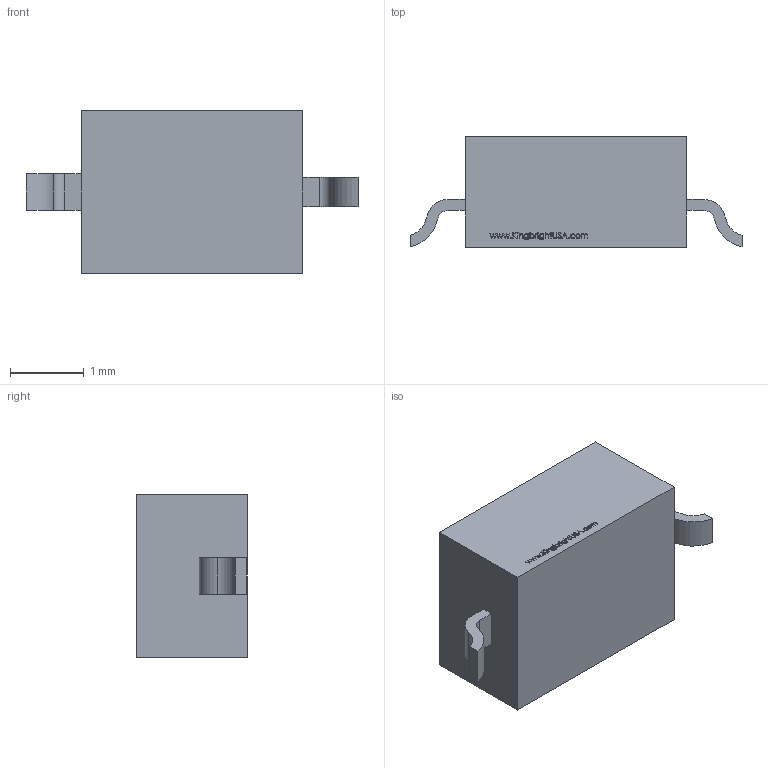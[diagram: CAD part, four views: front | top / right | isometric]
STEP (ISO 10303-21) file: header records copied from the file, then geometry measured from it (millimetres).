
FILE_DESCRIPTION (( 'STEP AP214' ), '1' );
FILE_NAME ('AA3022.STEP', '2008-08-29T20:45:38', ( '' ), ( '' ), 'SwSTEP 2.0', 'SolidWorks 2008', '' );
FILE_SCHEMA (( 'AUTOMOTIVE_DESIGN' ));
Length unit declared in the file: millimetre
Products named in the file (1): AA3022
Bounding box: 4.5 x 1.5 x 2.2 mm (x, y, z)
Volume: 6.4 mm3; surface area: 38.4 mm2
Topology: 1 solids, 1 shells, 312 faces, 837 edges, 558 vertices
Faces by surface type: plane 188, bspline 116, cylinder 8
Entity records: 18588 total; most frequent: CARTESIAN_POINT 8096, ORIENTED_EDGE 1674, DIRECTION 1015, EDGE_CURVE 837, VECTOR 589, LINE 589, VERTEX_POINT 558, EDGE_LOOP 343
